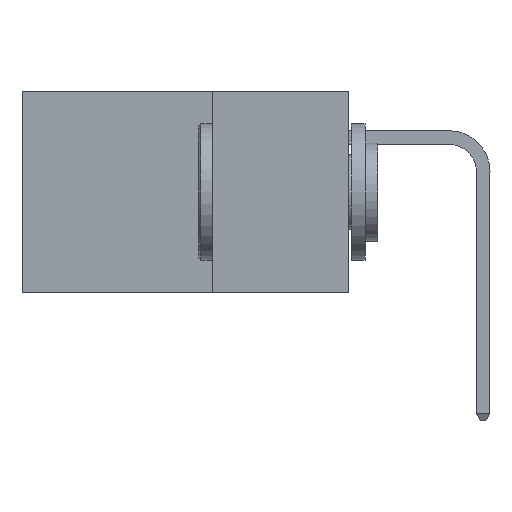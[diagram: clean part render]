
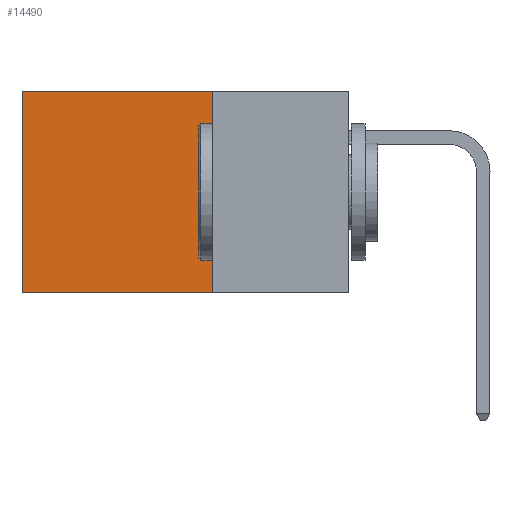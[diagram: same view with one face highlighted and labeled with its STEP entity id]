
A CAD part, left-side view. The second image highlights one B-rep face of the part: STEP entity #14490.
In plain terms, the highlighted planar face has unit normal (-1, 0, 0).
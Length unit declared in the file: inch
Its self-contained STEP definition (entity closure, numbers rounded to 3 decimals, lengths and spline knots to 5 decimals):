
#108 = VECTOR ( 'NONE', #10557, 39.37008 ) ;
#1110 = CARTESIAN_POINT ( 'NONE',  ( 0.2875, 0.25, 0. ) ) ;
#1820 = EDGE_CURVE ( 'NONE', #2629, #11760, #12644, .T. ) ;
#2128 = VECTOR ( 'NONE', #12623, 39.37008 ) ;
#2223 = LINE ( 'NONE', #13062, #16158 ) ;
#2629 = VERTEX_POINT ( 'NONE', #4093 ) ;
#3256 = ORIENTED_EDGE ( 'NONE', *, *, #15860, .T. ) ;
#3511 = FACE_OUTER_BOUND ( 'NONE', #11107, .T. ) ;
#3630 = PLANE ( 'NONE',  #3976 ) ;
#3639 = ORIENTED_EDGE ( 'NONE', *, *, #9923, .F. ) ;
#3731 = CARTESIAN_POINT ( 'NONE',  ( 0.2875, 0.25, 0. ) ) ;
#3839 = ORIENTED_EDGE ( 'NONE', *, *, #1820, .T. ) ;
#3976 = AXIS2_PLACEMENT_3D ( 'NONE', #1110, #12905, #4926 ) ;
#3995 = CARTESIAN_POINT ( 'NONE',  ( 0.2875, 0.25, 0. ) ) ;
#4093 = CARTESIAN_POINT ( 'NONE',  ( 0.2875, 0.6, 0. ) ) ;
#4926 = DIRECTION ( 'NONE',  ( 0., 0., -1. ) ) ;
#5088 = DIRECTION ( 'NONE',  ( 0., 0., -1. ) ) ;
#8076 = LINE ( 'NONE', #8638, #11257 ) ;
#8638 = CARTESIAN_POINT ( 'NONE',  ( 0.2875, 0.25, -0.37 ) ) ;
#9137 = CARTESIAN_POINT ( 'NONE',  ( 0.2875, 0.6, -0.37 ) ) ;
#9598 = EDGE_CURVE ( 'NONE', #15111, #10089, #2223, .T. ) ;
#9923 = EDGE_CURVE ( 'NONE', #10089, #11760, #8076, .T. ) ;
#9990 = DIRECTION ( 'NONE',  ( 0., 1., 0. ) ) ;
#10089 = VERTEX_POINT ( 'NONE', #13053 ) ;
#10557 = DIRECTION ( 'NONE',  ( 0., 1., 0. ) ) ;
#11107 = EDGE_LOOP ( 'NONE', ( #3839, #3639, #15210, #3256 ) ) ;
#11257 = VECTOR ( 'NONE', #9990, 39.37008 ) ;
#11760 = VERTEX_POINT ( 'NONE', #9137 ) ;
#12623 = DIRECTION ( 'NONE',  ( 0., 0., -1. ) ) ;
#12644 = LINE ( 'NONE', #12720, #2128 ) ;
#12720 = CARTESIAN_POINT ( 'NONE',  ( 0.2875, 0.6, 0. ) ) ;
#12905 = DIRECTION ( 'NONE',  ( 1., 0., 0. ) ) ;
#13053 = CARTESIAN_POINT ( 'NONE',  ( 0.2875, 0.25, -0.37 ) ) ;
#13062 = CARTESIAN_POINT ( 'NONE',  ( 0.2875, 0.25, 0. ) ) ;
#14015 = LINE ( 'NONE', #3995, #108 ) ;
#14490 = ADVANCED_FACE ( 'NONE', ( #3511 ), #3630, .F. ) ;
#15111 = VERTEX_POINT ( 'NONE', #3731 ) ;
#15210 = ORIENTED_EDGE ( 'NONE', *, *, #9598, .F. ) ;
#15860 = EDGE_CURVE ( 'NONE', #15111, #2629, #14015, .T. ) ;
#16158 = VECTOR ( 'NONE', #5088, 39.37008 ) ;
